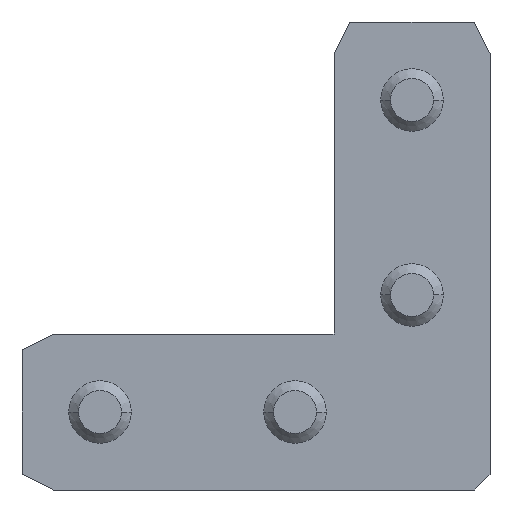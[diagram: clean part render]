
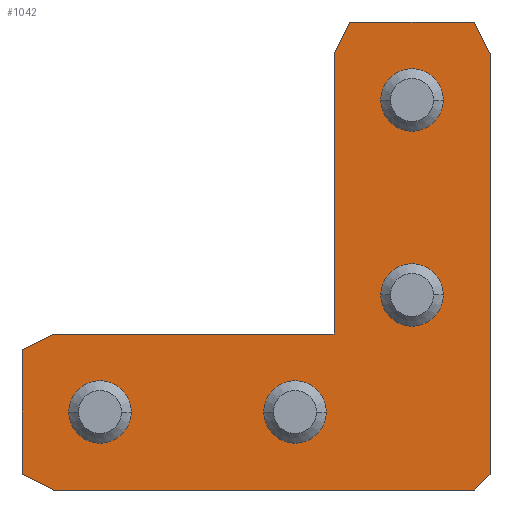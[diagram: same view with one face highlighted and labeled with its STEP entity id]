
A CAD part, front view. The second image highlights one B-rep face of the part: STEP entity #1042.
In plain terms, the highlighted planar face has unit normal (0, -1, 0).
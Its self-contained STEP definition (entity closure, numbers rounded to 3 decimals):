
#362=CARTESIAN_POINT('',(-15.,0.,0.));
#363=DIRECTION('',(0.,-1.,0.));
#364=DIRECTION('',(0.,0.,-1.));
#365=AXIS2_PLACEMENT_3D('',#362,#363,#364);
#370=CARTESIAN_POINT('',(-15.,0.,0.));
#371=DIRECTION('',(0.,-1.,0.));
#372=DIRECTION('',(0.,0.,1.));
#373=AXIS2_PLACEMENT_3D('',#370,#371,#372);
#378=CARTESIAN_POINT('',(-40.,0.,0.));
#379=DIRECTION('',(0.,-1.,0.));
#380=DIRECTION('',(0.,0.,-1.));
#381=AXIS2_PLACEMENT_3D('',#378,#379,#380);
#386=CARTESIAN_POINT('',(-40.,0.,0.));
#387=DIRECTION('',(0.,-1.,0.));
#388=DIRECTION('',(0.,0.,1.));
#389=AXIS2_PLACEMENT_3D('',#386,#387,#388);
#394=CARTESIAN_POINT('',(0.,0.,40.));
#395=DIRECTION('',(0.,1.,0.));
#396=DIRECTION('',(1.,0.,0.));
#397=AXIS2_PLACEMENT_3D('',#394,#395,#396);
#402=CARTESIAN_POINT('',(0.,0.,40.));
#403=DIRECTION('',(0.,1.,0.));
#404=DIRECTION('',(-1.,0.,0.));
#405=AXIS2_PLACEMENT_3D('',#402,#403,#404);
#410=CARTESIAN_POINT('',(0.,0.,15.));
#411=DIRECTION('',(0.,1.,0.));
#412=DIRECTION('',(1.,0.,0.));
#413=AXIS2_PLACEMENT_3D('',#410,#411,#412);
#418=CARTESIAN_POINT('',(0.,0.,15.));
#419=DIRECTION('',(0.,1.,0.));
#420=DIRECTION('',(-1.,0.,0.));
#421=AXIS2_PLACEMENT_3D('',#418,#419,#420);
#426=DIRECTION('',(0.,0.,-1.));
#427=VECTOR('',#426,54.);
#428=CARTESIAN_POINT('',(10.,0.,46.));
#429=LINE('',#428,#427);
#433=DIRECTION('',(1.,0.,0.));
#434=VECTOR('',#433,54.);
#435=CARTESIAN_POINT('',(-46.,0.,-10.));
#436=LINE('',#435,#434);
#440=DIRECTION('',(0.,0.,-1.));
#441=VECTOR('',#440,16.);
#442=CARTESIAN_POINT('',(-50.,0.,8.));
#443=LINE('',#442,#441);
#447=DIRECTION('',(-1.,0.,0.));
#448=VECTOR('',#447,36.);
#449=CARTESIAN_POINT('',(-10.,0.,10.));
#450=LINE('',#449,#448);
#454=DIRECTION('',(0.,0.,1.));
#455=VECTOR('',#454,36.);
#456=CARTESIAN_POINT('',(-10.,0.,10.));
#457=LINE('',#456,#455);
#461=DIRECTION('',(1.,0.,0.));
#462=VECTOR('',#461,16.);
#463=CARTESIAN_POINT('',(-8.,0.,50.));
#464=LINE('',#463,#462);
#778=DIRECTION('',(0.894,0.,0.447));
#779=VECTOR('',#778,4.472);
#780=CARTESIAN_POINT('',(-50.,0.,8.));
#781=LINE('',#780,#779);
#806=DIRECTION('',(-0.894,0.,0.447));
#807=VECTOR('',#806,4.472);
#808=CARTESIAN_POINT('',(-46.,0.,-10.));
#809=LINE('',#808,#807);
#834=DIRECTION('',(-0.707,0.,-0.707));
#835=VECTOR('',#834,2.828);
#836=CARTESIAN_POINT('',(10.,0.,-8.));
#837=LINE('',#836,#835);
#848=DIRECTION('',(-0.447,0.,0.894));
#849=VECTOR('',#848,4.472);
#850=CARTESIAN_POINT('',(10.,0.,46.));
#851=LINE('',#850,#849);
#876=DIRECTION('',(-0.447,0.,-0.894));
#877=VECTOR('',#876,4.472);
#878=CARTESIAN_POINT('',(-8.,0.,50.));
#879=LINE('',#878,#877);
#901=CARTESIAN_POINT('',(3.4,0.,40.));
#902=CARTESIAN_POINT('',(-3.4,0.,40.));
#903=VERTEX_POINT('',#901);
#904=VERTEX_POINT('',#902);
#913=CARTESIAN_POINT('',(3.4,0.,15.));
#914=CARTESIAN_POINT('',(-3.4,0.,15.));
#915=VERTEX_POINT('',#913);
#916=VERTEX_POINT('',#914);
#921=CARTESIAN_POINT('',(-8.,0.,50.));
#923=VERTEX_POINT('',#921);
#925=CARTESIAN_POINT('',(-10.,0.,46.));
#927=VERTEX_POINT('',#925);
#929=CARTESIAN_POINT('',(10.,0.,46.));
#931=VERTEX_POINT('',#929);
#933=CARTESIAN_POINT('',(8.,0.,50.));
#935=VERTEX_POINT('',#933);
#941=CARTESIAN_POINT('',(-40.,0.,-3.4));
#942=CARTESIAN_POINT('',(-40.,0.,3.4));
#943=VERTEX_POINT('',#941);
#944=VERTEX_POINT('',#942);
#953=CARTESIAN_POINT('',(-15.,0.,-3.4));
#954=CARTESIAN_POINT('',(-15.,0.,3.4));
#955=VERTEX_POINT('',#953);
#956=VERTEX_POINT('',#954);
#961=CARTESIAN_POINT('',(-50.,0.,8.));
#963=VERTEX_POINT('',#961);
#965=CARTESIAN_POINT('',(-46.,0.,10.));
#967=VERTEX_POINT('',#965);
#969=CARTESIAN_POINT('',(-46.,0.,-10.));
#971=VERTEX_POINT('',#969);
#973=CARTESIAN_POINT('',(-50.,0.,-8.));
#975=VERTEX_POINT('',#973);
#977=CARTESIAN_POINT('',(-10.,0.,10.));
#979=VERTEX_POINT('',#977);
#981=CARTESIAN_POINT('',(10.,0.,-8.));
#983=VERTEX_POINT('',#981);
#985=CARTESIAN_POINT('',(8.,0.,-10.));
#987=VERTEX_POINT('',#985);
#989=CARTESIAN_POINT('',(0.,0.,0.));
#990=DIRECTION('',(0.,1.,0.));
#991=DIRECTION('',(1.,0.,0.));
#992=AXIS2_PLACEMENT_3D('',#989,#990,#991);
#993=PLANE('',#992);
#995=ORIENTED_EDGE('',*,*,#994,.T.);
#997=ORIENTED_EDGE('',*,*,#996,.T.);
#999=ORIENTED_EDGE('',*,*,#998,.F.);
#1001=ORIENTED_EDGE('',*,*,#1000,.T.);
#1003=ORIENTED_EDGE('',*,*,#1002,.F.);
#1005=ORIENTED_EDGE('',*,*,#1004,.T.);
#1007=ORIENTED_EDGE('',*,*,#1006,.F.);
#1009=ORIENTED_EDGE('',*,*,#1008,.T.);
#1011=ORIENTED_EDGE('',*,*,#1010,.F.);
#1013=ORIENTED_EDGE('',*,*,#1012,.T.);
#1015=ORIENTED_EDGE('',*,*,#1014,.F.);
#1016=EDGE_LOOP('',(#995,#997,#999,#1001,#1003,#1005,#1007,#1009,#1011,#1013,
#1015));
#1017=FACE_OUTER_BOUND('',#1016,.F.);
#1019=ORIENTED_EDGE('',*,*,#1018,.T.);
#1021=ORIENTED_EDGE('',*,*,#1020,.T.);
#1022=EDGE_LOOP('',(#1019,#1021));
#1023=FACE_BOUND('',#1022,.F.);
#1025=ORIENTED_EDGE('',*,*,#1024,.F.);
#1027=ORIENTED_EDGE('',*,*,#1026,.F.);
#1028=EDGE_LOOP('',(#1025,#1027));
#1029=FACE_BOUND('',#1028,.F.);
#1031=ORIENTED_EDGE('',*,*,#1030,.F.);
#1033=ORIENTED_EDGE('',*,*,#1032,.F.);
#1034=EDGE_LOOP('',(#1031,#1033));
#1035=FACE_BOUND('',#1034,.F.);
#1037=ORIENTED_EDGE('',*,*,#1036,.T.);
#1039=ORIENTED_EDGE('',*,*,#1038,.T.);
#1040=EDGE_LOOP('',(#1037,#1039));
#1041=FACE_BOUND('',#1040,.F.);
#366=CIRCLE('',#365,3.4);
#374=CIRCLE('',#373,3.4);
#382=CIRCLE('',#381,3.4);
#390=CIRCLE('',#389,3.4);
#398=CIRCLE('',#397,3.4);
#406=CIRCLE('',#405,3.4);
#414=CIRCLE('',#413,3.4);
#422=CIRCLE('',#421,3.4);
#994=EDGE_CURVE('',#931,#983,#429,.T.);
#996=EDGE_CURVE('',#983,#987,#837,.T.);
#998=EDGE_CURVE('',#971,#987,#436,.T.);
#1000=EDGE_CURVE('',#971,#975,#809,.T.);
#1002=EDGE_CURVE('',#963,#975,#443,.T.);
#1004=EDGE_CURVE('',#963,#967,#781,.T.);
#1006=EDGE_CURVE('',#979,#967,#450,.T.);
#1008=EDGE_CURVE('',#979,#927,#457,.T.);
#1010=EDGE_CURVE('',#923,#927,#879,.T.);
#1012=EDGE_CURVE('',#923,#935,#464,.T.);
#1014=EDGE_CURVE('',#931,#935,#851,.T.);
#1018=EDGE_CURVE('',#943,#944,#382,.T.);
#1020=EDGE_CURVE('',#944,#943,#390,.T.);
#1024=EDGE_CURVE('',#903,#904,#398,.T.);
#1026=EDGE_CURVE('',#904,#903,#406,.T.);
#1030=EDGE_CURVE('',#915,#916,#414,.T.);
#1032=EDGE_CURVE('',#916,#915,#422,.T.);
#1036=EDGE_CURVE('',#955,#956,#366,.T.);
#1038=EDGE_CURVE('',#956,#955,#374,.T.);
#1042=ADVANCED_FACE('',(#1017,#1023,#1029,#1035,#1041),#993,.F.);
